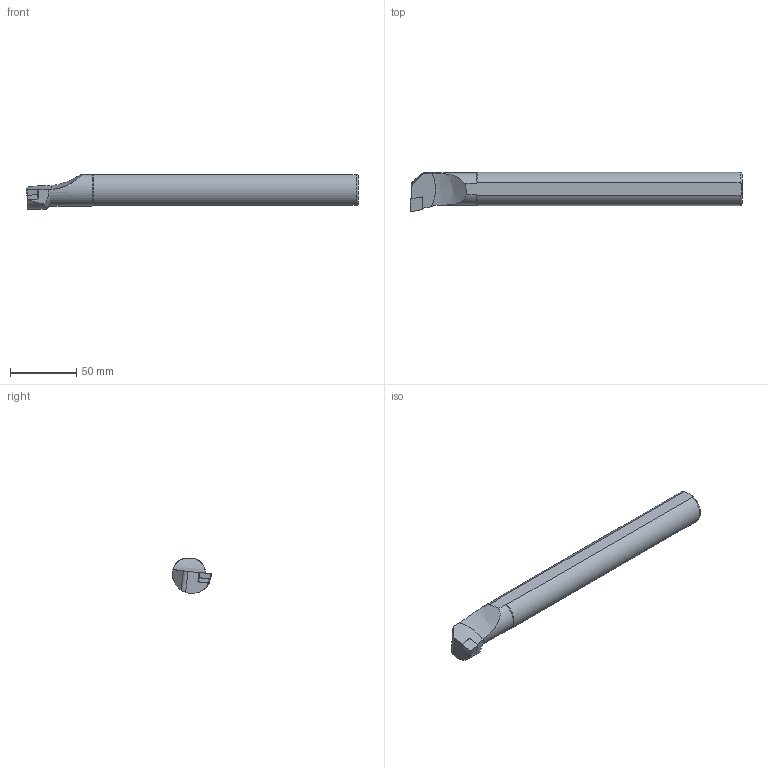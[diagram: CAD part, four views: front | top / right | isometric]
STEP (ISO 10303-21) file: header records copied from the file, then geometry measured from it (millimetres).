
FILE_DESCRIPTION(/* description */ (''),/* implementation_level */ '2;1');
FILE_NAME(/* name */ 'S25S-SCFCR-09.stp',/* time_stamp */ '2023-10-10T20:05:49+03:00',/* author */ (''),/* organization */ (''),/* preprocessor_version */ 'ST-DEVELOPER v19.4',/* originating_system */ 'SIEMENS PLM Software NX2306.3001',/* authorisation */ '');
FILE_SCHEMA (('AUTOMOTIVE_DESIGN { 1 0 10303 214 3 1 1 1 }'));
Length unit declared in the file: millimetre
Products named in the file (1): S25S SCFCR 09-LIGHT_objects
Bounding box: 250 x 29.5 x 26.14 mm (x, y, z)
Volume: 113222.1 mm3; surface area: 20275.6 mm2
Topology: 2 solids, 2 shells, 45 faces, 118 edges, 77 vertices
Faces by surface type: plane 25, cylinder 11, cone 7, torus 1, bspline 1
Entity records: 2373 total; most frequent: CARTESIAN_POINT 1241, ORIENTED_EDGE 232, DIRECTION 222, EDGE_CURVE 116, AXIS2_PLACEMENT_3D 79, VERTEX_POINT 76, LINE 64, VECTOR 64
